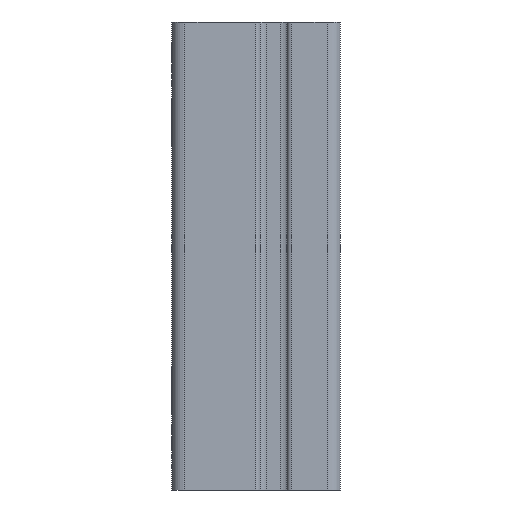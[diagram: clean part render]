
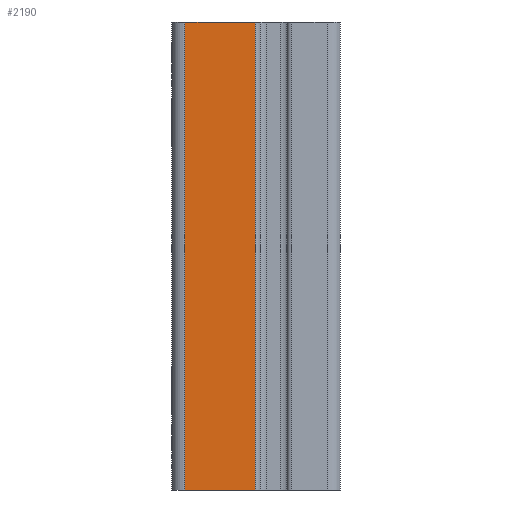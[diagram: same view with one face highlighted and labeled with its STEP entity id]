
A CAD part, left-side view. The second image highlights one B-rep face of the part: STEP entity #2190.
In plain terms, the highlighted planar face has unit normal (-1, 0, 0).
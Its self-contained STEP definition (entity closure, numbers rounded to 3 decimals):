
#204=FACE_OUTER_BOUND('',#319,.T.);
#319=EDGE_LOOP('',(#1689,#1690,#1691,#1692));
#609=LINE('',#4016,#771);
#630=LINE('',#4110,#792);
#631=LINE('',#4112,#793);
#632=LINE('',#4113,#794);
#771=VECTOR('',#2817,10.);
#792=VECTOR('',#2894,10.);
#793=VECTOR('',#2895,10.);
#794=VECTOR('',#2896,10.);
#974=VERTEX_POINT('',#4013);
#975=VERTEX_POINT('',#4015);
#1020=VERTEX_POINT('',#4109);
#1021=VERTEX_POINT('',#4111);
#1237=EDGE_CURVE('',#974,#975,#609,.T.);
#1285=EDGE_CURVE('',#1020,#974,#630,.T.);
#1286=EDGE_CURVE('',#1021,#1020,#631,.T.);
#1287=EDGE_CURVE('',#975,#1021,#632,.T.);
#1689=ORIENTED_EDGE('',*,*,#1285,.F.);
#1690=ORIENTED_EDGE('',*,*,#1286,.F.);
#1691=ORIENTED_EDGE('',*,*,#1287,.F.);
#1692=ORIENTED_EDGE('',*,*,#1237,.F.);
#2122=PLANE('',#2459);
#2190=ADVANCED_FACE('',(#204),#2122,.T.);
#2459=AXIS2_PLACEMENT_3D('',#4108,#2892,#2893);
#2817=DIRECTION('',(0.,1.,0.));
#2892=DIRECTION('center_axis',(-1.,0.,0.));
#2893=DIRECTION('ref_axis',(0.,-1.,0.));
#2894=DIRECTION('',(0.,0.,-1.));
#2895=DIRECTION('',(0.,-1.,0.));
#2896=DIRECTION('',(0.,0.,1.));
#4013=CARTESIAN_POINT('',(-20.,5.5,-70.));
#4015=CARTESIAN_POINT('',(-20.,26.5,-70.));
#4016=CARTESIAN_POINT('',(-20.,26.5,-70.));
#4108=CARTESIAN_POINT('Origin',(-20.,26.5,0.));
#4109=CARTESIAN_POINT('',(-20.,5.5,70.));
#4110=CARTESIAN_POINT('',(-20.,5.5,0.));
#4111=CARTESIAN_POINT('',(-20.,26.5,70.));
#4112=CARTESIAN_POINT('',(-20.,26.5,70.));
#4113=CARTESIAN_POINT('',(-20.,26.5,0.));
